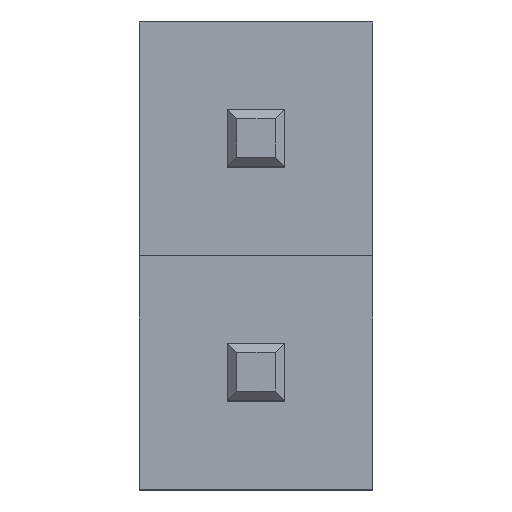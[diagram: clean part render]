
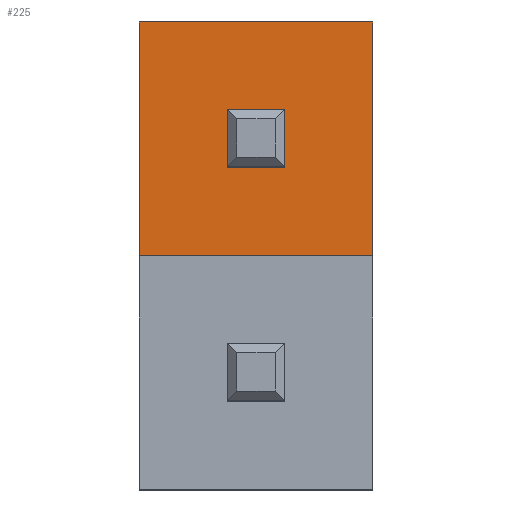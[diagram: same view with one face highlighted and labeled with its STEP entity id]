
A CAD part, top view. The second image highlights one B-rep face of the part: STEP entity #225.
In plain terms, the highlighted face is planar.
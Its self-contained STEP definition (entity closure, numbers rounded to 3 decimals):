
#225=ADVANCED_FACE('',(#423,#425),#427,.T.);
#423=FACE_BOUND('',#424,.T.);
#424=EDGE_LOOP('',(#567,#568,#569,#570));
#425=FACE_BOUND('',#426,.T.);
#426=EDGE_LOOP('',(#571,#572,#573,#574));
#427=PLANE('',#428);
#428=AXIS2_PLACEMENT_3D('',#429,#430,#431);
#429=CARTESIAN_POINT('',(0.,2.6,0.));
#430=DIRECTION('',(-0.,1.,0.));
#431=DIRECTION('',(1.,0.,0.));
#567=ORIENTED_EDGE('',*,*,#650,.T.);
#568=ORIENTED_EDGE('',*,*,#648,.T.);
#569=ORIENTED_EDGE('',*,*,#646,.T.);
#570=ORIENTED_EDGE('',*,*,#644,.T.);
#571=ORIENTED_EDGE('',*,*,#655,.F.);
#572=ORIENTED_EDGE('',*,*,#656,.F.);
#573=ORIENTED_EDGE('',*,*,#657,.F.);
#574=ORIENTED_EDGE('',*,*,#658,.F.);
#644=EDGE_CURVE('',#709,#707,#710,.T.);
#646=EDGE_CURVE('',#712,#709,#713,.T.);
#648=EDGE_CURVE('',#715,#712,#716,.T.);
#650=EDGE_CURVE('',#707,#715,#718,.T.);
#655=EDGE_CURVE('',#727,#728,#729,.T.);
#656=EDGE_CURVE('',#730,#727,#731,.T.);
#657=EDGE_CURVE('',#732,#730,#733,.T.);
#658=EDGE_CURVE('',#728,#732,#734,.T.);
#707=VERTEX_POINT('',#823);
#709=VERTEX_POINT('',#827);
#710=LINE('',#828,#829);
#712=VERTEX_POINT('',#834);
#713=LINE('',#835,#836);
#715=VERTEX_POINT('',#841);
#716=LINE('',#842,#843);
#718=LINE('',#848,#849);
#727=VERTEX_POINT('',#867);
#728=VERTEX_POINT('',#868);
#729=LINE('',#869,#870);
#730=VERTEX_POINT('',#872);
#731=LINE('',#873,#874);
#732=VERTEX_POINT('',#876);
#733=LINE('',#877,#878);
#734=LINE('',#880,#881);
#823=CARTESIAN_POINT('',(0.,2.6,-2.54));
#827=CARTESIAN_POINT('',(2.54,2.6,-2.54));
#828=CARTESIAN_POINT('',(2.54,2.6,-2.54));
#829=VECTOR('',#830,1.);
#830=DIRECTION('',(-1.,0.,0.));
#834=CARTESIAN_POINT('',(2.54,2.6,0.));
#835=CARTESIAN_POINT('',(2.54,2.6,0.));
#836=VECTOR('',#837,1.);
#837=DIRECTION('',(0.,0.,-1.));
#841=CARTESIAN_POINT('',(0.,2.6,0.));
#842=CARTESIAN_POINT('',(0.,2.6,0.));
#843=VECTOR('',#844,1.);
#844=DIRECTION('',(1.,0.,0.));
#848=CARTESIAN_POINT('',(0.,2.6,-2.54));
#849=VECTOR('',#850,1.);
#850=DIRECTION('',(0.,0.,1.));
#867=CARTESIAN_POINT('',(0.96,2.6,-1.58));
#868=CARTESIAN_POINT('',(0.96,2.6,-0.96));
#869=CARTESIAN_POINT('',(0.96,2.6,-1.58));
#870=VECTOR('',#871,1.);
#871=DIRECTION('',(0.,0.,1.));
#872=CARTESIAN_POINT('',(1.58,2.6,-1.58));
#873=CARTESIAN_POINT('',(1.58,2.6,-1.58));
#874=VECTOR('',#875,1.);
#875=DIRECTION('',(-1.,0.,0.));
#876=CARTESIAN_POINT('',(1.58,2.6,-0.96));
#877=CARTESIAN_POINT('',(1.58,2.6,-0.96));
#878=VECTOR('',#879,1.);
#879=DIRECTION('',(0.,0.,-1.));
#880=CARTESIAN_POINT('',(0.96,2.6,-0.96));
#881=VECTOR('',#882,1.);
#882=DIRECTION('',(1.,0.,0.));
